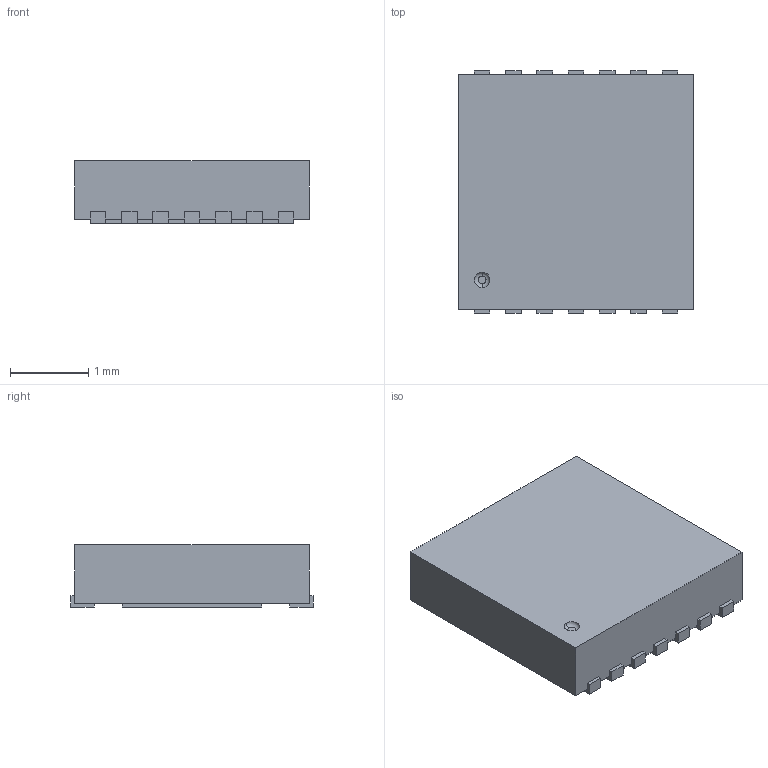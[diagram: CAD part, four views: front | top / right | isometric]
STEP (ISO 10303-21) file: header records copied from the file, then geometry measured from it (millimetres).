
FILE_DESCRIPTION (( 'STEP AP214' ), '1' );
FILE_NAME ( 'MAX17261.STEP', '2020-12-12T23:38:23', ( '' ), ( '' ), 'Part was generated with the free Library Expert Lite available at www.PCBLibraries.com. Removing line will violate the End User License Agreement.', '©2017 PCB Libraries, Inc.', '' );
FILE_SCHEMA (( 'AUTOMOTIVE_DESIGN' ));
Length unit declared in the file: millimetre
Products named in the file (1): MAX17261
Bounding box: 3 x 3.1 x 0.8 mm (x, y, z)
Volume: 7 mm3; surface area: 38.9 mm2
Topology: 16 solids, 16 shells, 127 faces, 282 edges, 188 vertices
Faces by surface type: plane 125, torus 2
Entity records: 3989 total; most frequent: CARTESIAN_POINT 598, ORIENTED_EDGE 564, DIRECTION 544, EDGE_CURVE 282, VECTOR 276, LINE 276, VERTEX_POINT 188, STYLED_ITEM 144
